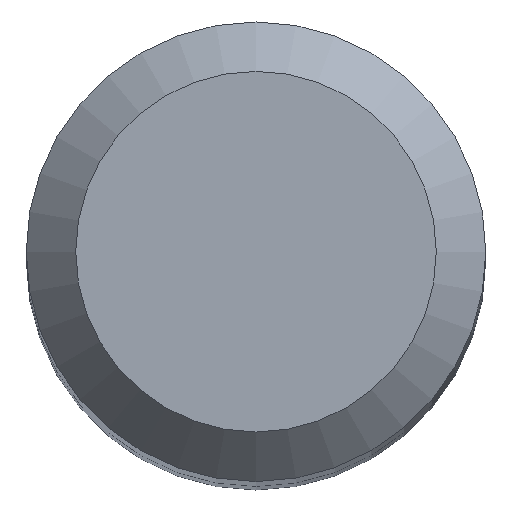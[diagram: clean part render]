
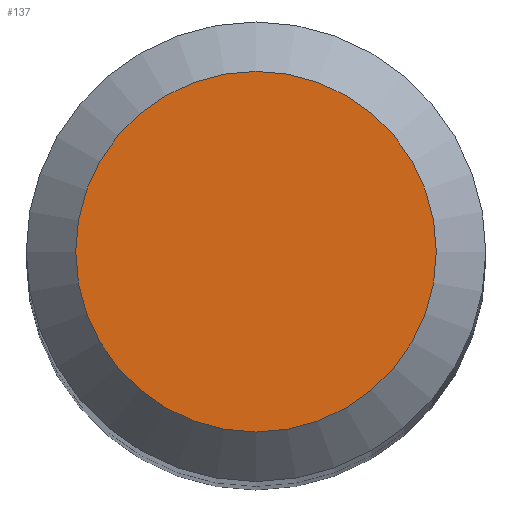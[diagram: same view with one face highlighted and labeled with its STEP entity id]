
A CAD part, top view. The second image highlights one B-rep face of the part: STEP entity #137.
In plain terms, the highlighted planar face has unit normal (0, 0, 1).
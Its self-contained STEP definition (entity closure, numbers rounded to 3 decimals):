
#5 = DIRECTION ( 'NONE',  ( 0., 0., -1. ) ) ;
#48 = DIRECTION ( 'NONE',  ( 0., 0., -1. ) ) ;
#62 = DIRECTION ( 'NONE',  ( 0., 1., 0. ) ) ;
#72 = CIRCLE ( 'NONE', #108, 2.55 ) ;
#74 = CARTESIAN_POINT ( 'NONE',  ( 0., 0., 70. ) ) ;
#78 = CARTESIAN_POINT ( 'NONE',  ( 0., 2.55, 70. ) ) ;
#97 = VERTEX_POINT ( 'NONE', #78 ) ;
#108 = AXIS2_PLACEMENT_3D ( 'NONE', #74, #48, #62 ) ;
#117 = PLANE ( 'NONE',  #160 ) ;
#119 = CARTESIAN_POINT ( 'NONE',  ( 0., 0., 70. ) ) ;
#126 = EDGE_LOOP ( 'NONE', ( #190 ) ) ;
#137 = ADVANCED_FACE ( 'NONE', ( #162 ), #117, .F. ) ;
#152 = EDGE_CURVE ( 'NONE', #97, #97, #72, .T. ) ;
#160 = AXIS2_PLACEMENT_3D ( 'NONE', #119, #5, #164 ) ;
#162 = FACE_OUTER_BOUND ( 'NONE', #126, .T. ) ;
#164 = DIRECTION ( 'NONE',  ( 0., 1., 0. ) ) ;
#190 = ORIENTED_EDGE ( 'NONE', *, *, #152, .F. ) ;
